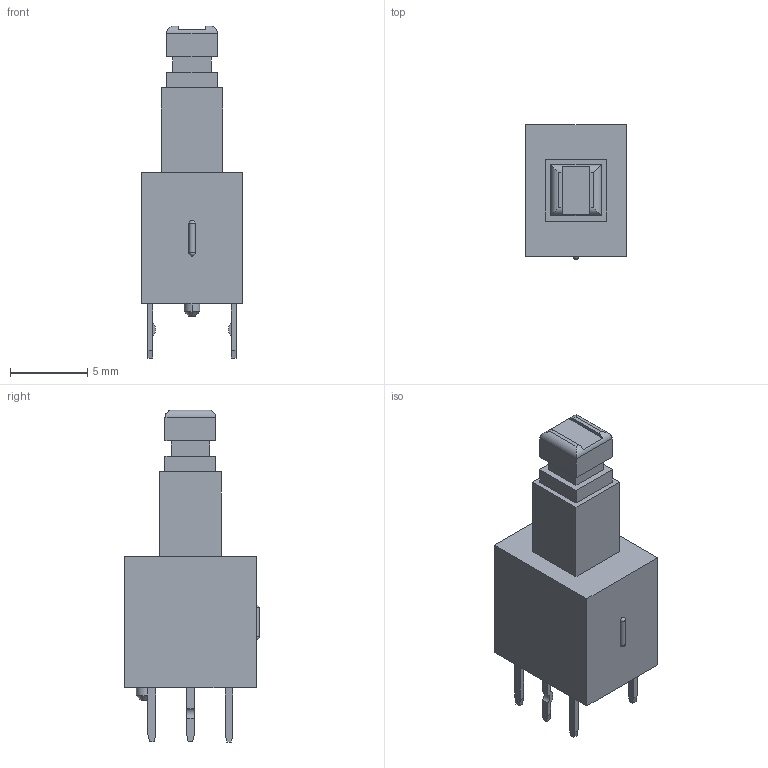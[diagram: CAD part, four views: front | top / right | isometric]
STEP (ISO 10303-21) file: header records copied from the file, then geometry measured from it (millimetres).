
FILE_DESCRIPTION (( 'STEP AP214' ), '1' );
FILE_NAME ('SPPH430200.STEP', '2011-06-01T06:17:39', ( '' ), ( '' ), 'SwSTEP 2.0', 'SolidWorks 2007', '' );
FILE_SCHEMA (( 'AUTOMOTIVE_DESIGN' ));
Length unit declared in the file: millimetre
Products named in the file (1): SPPH430200
Bounding box: 6.5 x 8.7 x 21.5 mm (x, y, z)
Volume: 598.6 mm3; surface area: 545.8 mm2
Topology: 1 solids, 1 shells, 92 faces, 232 edges, 152 vertices
Faces by surface type: plane 77, cylinder 11, cone 2, sphere 2
Entity records: 3721 total; most frequent: CARTESIAN_POINT 483, ORIENTED_EDGE 456, DIRECTION 432, EDGE_CURVE 228, VECTOR 202, LINE 202, VERTEX_POINT 150, AXIS2_PLACEMENT_3D 115
